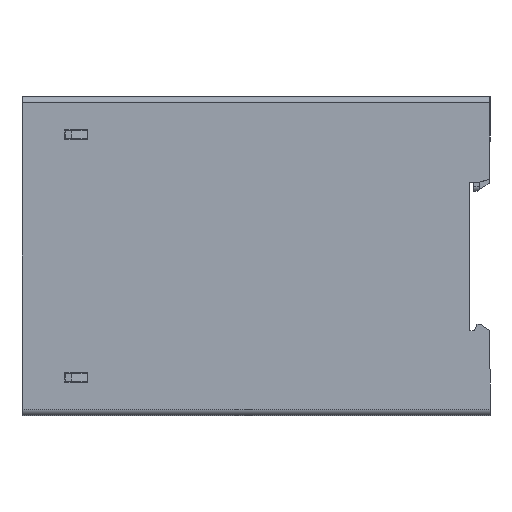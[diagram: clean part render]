
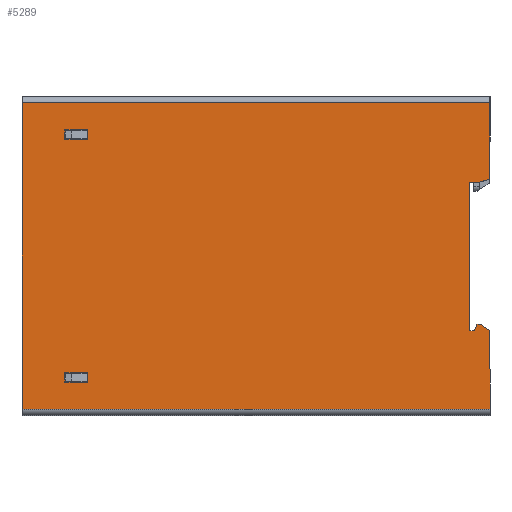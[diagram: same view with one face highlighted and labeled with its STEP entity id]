
A CAD part, left-side view. The second image highlights one B-rep face of the part: STEP entity #5289.
In plain terms, the highlighted planar face has unit normal (-1, 0, 0).
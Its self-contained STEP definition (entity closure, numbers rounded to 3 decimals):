
#9=DIRECTION('',(0.,0.,1.));
#10=VECTOR('',#9,17.95);
#11=CARTESIAN_POINT('',(-22.5,0.,18.05));
#12=LINE('',#11,#10);
#304=DIRECTION('',(0.,0.,1.));
#305=VECTOR('',#304,72.);
#306=CARTESIAN_POINT('',(-22.5,110.,-36.));
#307=LINE('',#306,#305);
#575=DIRECTION('',(0.,0.,1.));
#576=VECTOR('',#575,18.45);
#577=CARTESIAN_POINT('',(-22.5,0.,-36.));
#578=LINE('',#577,#576);
#651=DIRECTION('',(0.,1.,0.));
#652=VECTOR('',#651,1.14);
#653=CARTESIAN_POINT('',(-22.5,3.66,-17.55));
#654=LINE('',#653,#652);
#655=DIRECTION('',(0.,-0.35,0.937));
#656=VECTOR('',#655,1.601);
#657=CARTESIAN_POINT('',(-22.5,3.66,-17.55));
#658=LINE('',#657,#656);
#659=DIRECTION('',(0.,-1.,0.));
#660=VECTOR('',#659,0.9);
#661=CARTESIAN_POINT('',(-22.5,3.1,-16.05));
#662=LINE('',#661,#660);
#663=DIRECTION('',(0.,-0.826,-0.563));
#664=VECTOR('',#663,2.663);
#665=CARTESIAN_POINT('',(-22.5,2.2,-16.05));
#666=LINE('',#665,#664);
#667=DIRECTION('',(0.,-1.,0.));
#668=VECTOR('',#667,110.);
#669=CARTESIAN_POINT('',(-22.5,110.,-36.));
#670=LINE('',#669,#668);
#671=DIRECTION('',(0.,-1.,0.));
#672=VECTOR('',#671,110.);
#673=CARTESIAN_POINT('',(-22.5,110.,36.));
#674=LINE('',#673,#672);
#675=DIRECTION('',(0.,-0.961,0.277));
#676=VECTOR('',#675,2.706);
#677=CARTESIAN_POINT('',(-22.5,2.6,17.3));
#678=LINE('',#677,#676);
#679=DIRECTION('',(0.,-1.,0.));
#680=VECTOR('',#679,2.2);
#681=CARTESIAN_POINT('',(-22.5,4.8,17.3));
#682=LINE('',#681,#680);
#683=DIRECTION('',(0.,0.,1.));
#684=VECTOR('',#683,34.85);
#685=CARTESIAN_POINT('',(-22.5,4.8,-17.55));
#686=LINE('',#685,#684);
#687=DIRECTION('',(0.,-1.,0.));
#688=VECTOR('',#687,5.4);
#689=CARTESIAN_POINT('',(-22.5,99.94,-27.43));
#690=LINE('',#689,#688);
#691=DIRECTION('',(0.,0.,1.));
#692=VECTOR('',#691,2.2);
#693=CARTESIAN_POINT('',(-22.5,99.94,-29.63));
#694=LINE('',#693,#692);
#695=DIRECTION('',(0.,1.,0.));
#696=VECTOR('',#695,5.4);
#697=CARTESIAN_POINT('',(-22.5,94.54,-29.63));
#698=LINE('',#697,#696);
#699=DIRECTION('',(0.,0.,-1.));
#700=VECTOR('',#699,2.2);
#701=CARTESIAN_POINT('',(-22.5,94.54,-27.43));
#702=LINE('',#701,#700);
#703=DIRECTION('',(0.,0.,1.));
#704=VECTOR('',#703,2.2);
#705=CARTESIAN_POINT('',(-22.5,99.94,27.43));
#706=LINE('',#705,#704);
#707=DIRECTION('',(0.,1.,0.));
#708=VECTOR('',#707,5.4);
#709=CARTESIAN_POINT('',(-22.5,94.54,27.43));
#710=LINE('',#709,#708);
#711=DIRECTION('',(0.,0.,-1.));
#712=VECTOR('',#711,2.2);
#713=CARTESIAN_POINT('',(-22.5,94.54,29.63));
#714=LINE('',#713,#712);
#715=DIRECTION('',(0.,-1.,0.));
#716=VECTOR('',#715,5.4);
#717=CARTESIAN_POINT('',(-22.5,99.94,29.63));
#718=LINE('',#717,#716);
#3480=CARTESIAN_POINT('',(-22.5,0.,36.));
#3482=VERTEX_POINT('',#3480);
#3483=CARTESIAN_POINT('',(-22.5,110.,36.));
#3484=VERTEX_POINT('',#3483);
#3495=CARTESIAN_POINT('',(-22.5,0.,-36.));
#3497=VERTEX_POINT('',#3495);
#3501=CARTESIAN_POINT('',(-22.5,110.,-36.));
#3502=VERTEX_POINT('',#3501);
#3503=CARTESIAN_POINT('',(-22.5,4.8,-17.55));
#3504=CARTESIAN_POINT('',(-22.5,4.8,17.3));
#3505=VERTEX_POINT('',#3503);
#3506=VERTEX_POINT('',#3504);
#3507=CARTESIAN_POINT('',(-22.5,2.6,17.3));
#3508=VERTEX_POINT('',#3507);
#3509=CARTESIAN_POINT('',(-22.5,0.,18.05));
#3510=VERTEX_POINT('',#3509);
#3519=CARTESIAN_POINT('',(-22.5,3.1,-16.05));
#3520=CARTESIAN_POINT('',(-22.5,2.2,-16.05));
#3521=VERTEX_POINT('',#3519);
#3522=VERTEX_POINT('',#3520);
#3527=CARTESIAN_POINT('',(-22.5,3.66,-17.55));
#3528=VERTEX_POINT('',#3527);
#3531=CARTESIAN_POINT('',(-22.5,0.,-17.55));
#3532=VERTEX_POINT('',#3531);
#3643=CARTESIAN_POINT('',(-22.5,99.94,-27.43));
#3644=CARTESIAN_POINT('',(-22.5,94.54,-27.43));
#3645=VERTEX_POINT('',#3643);
#3646=VERTEX_POINT('',#3644);
#3647=CARTESIAN_POINT('',(-22.5,94.54,-29.63));
#3648=VERTEX_POINT('',#3647);
#3649=CARTESIAN_POINT('',(-22.5,99.94,-29.63));
#3650=VERTEX_POINT('',#3649);
#3651=CARTESIAN_POINT('',(-22.5,99.94,27.43));
#3652=CARTESIAN_POINT('',(-22.5,99.94,29.63));
#3653=VERTEX_POINT('',#3651);
#3654=VERTEX_POINT('',#3652);
#3655=CARTESIAN_POINT('',(-22.5,94.54,29.63));
#3656=VERTEX_POINT('',#3655);
#3657=CARTESIAN_POINT('',(-22.5,94.54,27.43));
#3658=VERTEX_POINT('',#3657);
#5246=CARTESIAN_POINT('',(-22.5,0.,-37.5));
#5247=DIRECTION('',(-1.,0.,0.));
#5248=DIRECTION('',(0.,0.,1.));
#5249=AXIS2_PLACEMENT_3D('',#5246,#5247,#5248);
#5250=PLANE('',#5249);
#5251=ORIENTED_EDGE('',*,*,#5182,.F.);
#5252=ORIENTED_EDGE('',*,*,#5213,.T.);
#5253=ORIENTED_EDGE('',*,*,#5227,.T.);
#5254=ORIENTED_EDGE('',*,*,#5240,.T.);
#5255=ORIENTED_EDGE('',*,*,#5106,.F.);
#5257=ORIENTED_EDGE('',*,*,#5256,.F.);
#5258=ORIENTED_EDGE('',*,*,#4870,.T.);
#5260=ORIENTED_EDGE('',*,*,#5259,.T.);
#5261=ORIENTED_EDGE('',*,*,#4565,.F.);
#5263=ORIENTED_EDGE('',*,*,#5262,.F.);
#5265=ORIENTED_EDGE('',*,*,#5264,.F.);
#5266=ORIENTED_EDGE('',*,*,#4718,.F.);
#5267=EDGE_LOOP('',(#5251,#5252,#5253,#5254,#5255,#5257,#5258,#5260,#5261,#5263,
#5265,#5266));
#5268=FACE_OUTER_BOUND('',#5267,.F.);
#5270=ORIENTED_EDGE('',*,*,#5269,.F.);
#5272=ORIENTED_EDGE('',*,*,#5271,.F.);
#5274=ORIENTED_EDGE('',*,*,#5273,.F.);
#5276=ORIENTED_EDGE('',*,*,#5275,.F.);
#5277=EDGE_LOOP('',(#5270,#5272,#5274,#5276));
#5278=FACE_BOUND('',#5277,.F.);
#5280=ORIENTED_EDGE('',*,*,#5279,.F.);
#5282=ORIENTED_EDGE('',*,*,#5281,.F.);
#5284=ORIENTED_EDGE('',*,*,#5283,.F.);
#5286=ORIENTED_EDGE('',*,*,#5285,.F.);
#5287=EDGE_LOOP('',(#5280,#5282,#5284,#5286));
#5288=FACE_BOUND('',#5287,.F.);
#5289=ADVANCED_FACE('',(#5268,#5278,#5288),#5250,.T.);
#4565=EDGE_CURVE('',#3510,#3482,#12,.T.);
#4718=EDGE_CURVE('',#3505,#3506,#686,.T.);
#4870=EDGE_CURVE('',#3502,#3484,#307,.T.);
#5106=EDGE_CURVE('',#3497,#3532,#578,.T.);
#5182=EDGE_CURVE('',#3528,#3505,#654,.T.);
#5213=EDGE_CURVE('',#3528,#3521,#658,.T.);
#5227=EDGE_CURVE('',#3521,#3522,#662,.T.);
#5240=EDGE_CURVE('',#3522,#3532,#666,.T.);
#5256=EDGE_CURVE('',#3502,#3497,#670,.T.);
#5259=EDGE_CURVE('',#3484,#3482,#674,.T.);
#5262=EDGE_CURVE('',#3508,#3510,#678,.T.);
#5264=EDGE_CURVE('',#3506,#3508,#682,.T.);
#5269=EDGE_CURVE('',#3645,#3646,#690,.T.);
#5271=EDGE_CURVE('',#3650,#3645,#694,.T.);
#5273=EDGE_CURVE('',#3648,#3650,#698,.T.);
#5275=EDGE_CURVE('',#3646,#3648,#702,.T.);
#5279=EDGE_CURVE('',#3653,#3654,#706,.T.);
#5281=EDGE_CURVE('',#3658,#3653,#710,.T.);
#5283=EDGE_CURVE('',#3656,#3658,#714,.T.);
#5285=EDGE_CURVE('',#3654,#3656,#718,.T.);
